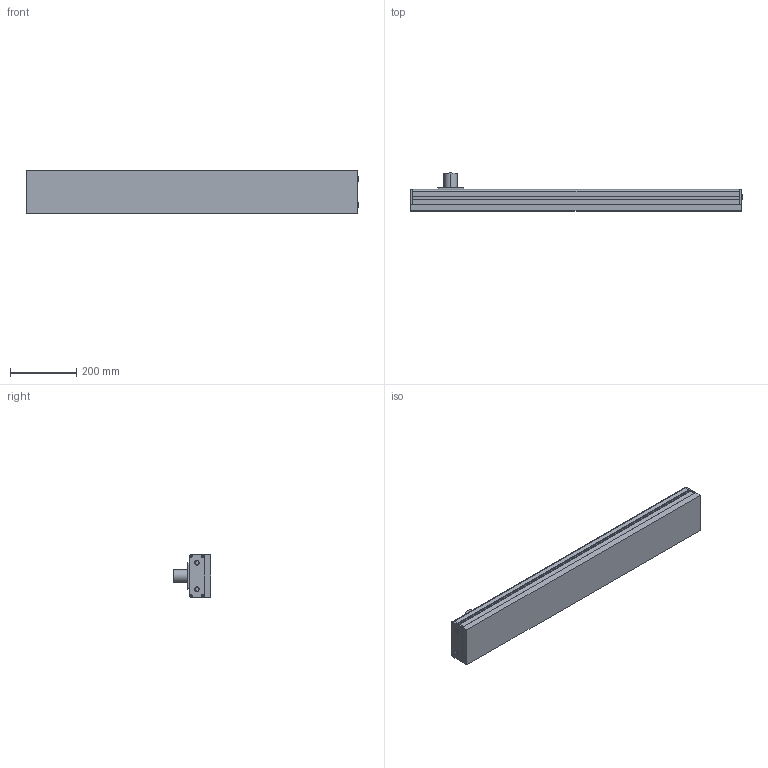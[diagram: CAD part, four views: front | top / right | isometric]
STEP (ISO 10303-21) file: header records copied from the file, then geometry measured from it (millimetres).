
FILE_DESCRIPTION (( 'STEP AP214' ), '1' );
FILE_NAME ('TPC-CV-130x1000-3R-20.STEP', '2024-09-11T09:03:47', ( '' ), ( '' ), 'SwSTEP 2.0', 'SolidWorks 2023', '' );
FILE_SCHEMA (( 'AUTOMOTIVE_DESIGN' ));
Length unit declared in the file: millimetre
Products named in the file (2): TPC-CV-130x1000-3R-20; DDX-130-45-S-F-XXX
Assembly tree (1 placements, depth 2):
  TPC-CV-130x1000-3R-20
    DDX-130-45-S-F-XXX
Bounding box: 1006 x 115 x 130 mm (x, y, z)
Volume: 8016261 mm3; surface area: 821812.8 mm2
Topology: 5 solids, 5 shells, 372 faces, 984 edges, 656 vertices
Faces by surface type: plane 224, cylinder 148
Entity records: 11675 total; most frequent: DIRECTION 2032, CARTESIAN_POINT 2016, ORIENTED_EDGE 1968, EDGE_CURVE 984, VECTOR 688, LINE 688, AXIS2_PLACEMENT_3D 672, VERTEX_POINT 656
